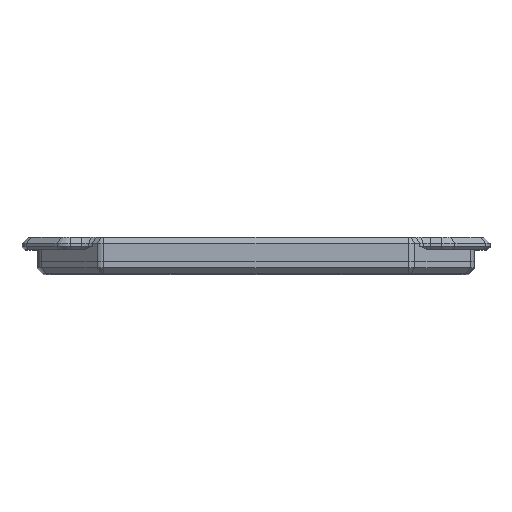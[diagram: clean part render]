
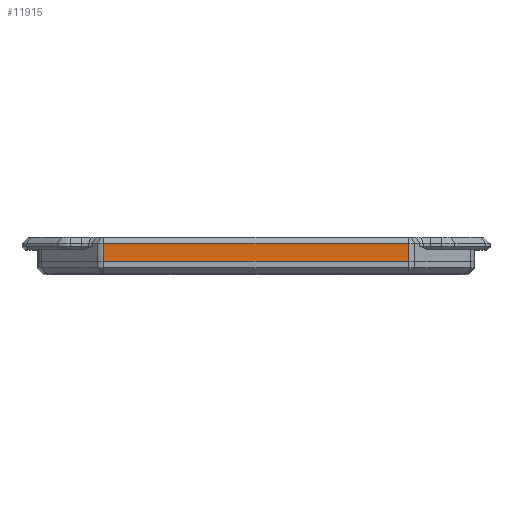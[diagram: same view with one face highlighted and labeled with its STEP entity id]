
A CAD part, top view. The second image highlights one B-rep face of the part: STEP entity #11915.
In plain terms, the highlighted planar face has unit normal (0, 0, 1).
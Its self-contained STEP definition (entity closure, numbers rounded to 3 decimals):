
#766=PLANE('',#12512);
#1281=FACE_OUTER_BOUND('',#2004,.T.);
#2004=EDGE_LOOP('',(#9426,#9427,#9428,#9429));
#2801=LINE('',#28902,#3830);
#2828=LINE('',#29038,#3857);
#2830=LINE('',#29042,#3859);
#2831=LINE('',#29043,#3860);
#3830=VECTOR('',#13939,10.);
#3857=VECTOR('',#14006,10.);
#3859=VECTOR('',#14010,10.);
#3860=VECTOR('',#14011,10.);
#5394=VERTEX_POINT('',#28897);
#5395=VERTEX_POINT('',#28901);
#5401=VERTEX_POINT('',#29035);
#5403=VERTEX_POINT('',#29041);
#6799=EDGE_CURVE('',#5394,#5395,#2801,.T.);
#6830=EDGE_CURVE('',#5401,#5394,#2828,.T.);
#6832=EDGE_CURVE('',#5403,#5401,#2830,.T.);
#6833=EDGE_CURVE('',#5395,#5403,#2831,.T.);
#9426=ORIENTED_EDGE('',*,*,#6832,.F.);
#9427=ORIENTED_EDGE('',*,*,#6833,.F.);
#9428=ORIENTED_EDGE('',*,*,#6799,.F.);
#9429=ORIENTED_EDGE('',*,*,#6830,.F.);
#11915=ADVANCED_FACE('',(#1281),#766,.T.);
#12512=AXIS2_PLACEMENT_3D('',#29040,#14008,#14009);
#13939=DIRECTION('',(1.,0.,0.));
#14006=DIRECTION('',(0.,1.,0.));
#14008=DIRECTION('center_axis',(0.,0.,1.));
#14009=DIRECTION('ref_axis',(1.,0.,0.));
#14010=DIRECTION('',(-1.,0.,0.));
#14011=DIRECTION('',(0.,-1.,0.));
#28897=CARTESIAN_POINT('',(137.749,-155.03,99.35));
#28901=CARTESIAN_POINT('',(157.685,-155.03,99.35));
#28902=CARTESIAN_POINT('',(154.832,-155.03,99.35));
#29035=CARTESIAN_POINT('',(137.749,-156.23,99.35));
#29038=CARTESIAN_POINT('',(137.749,-156.63,99.35));
#29040=CARTESIAN_POINT('Origin',(161.947,-156.63,99.35));
#29041=CARTESIAN_POINT('',(157.685,-156.23,99.35));
#29042=CARTESIAN_POINT('',(154.832,-156.23,99.35));
#29043=CARTESIAN_POINT('',(157.685,-156.63,99.35));
